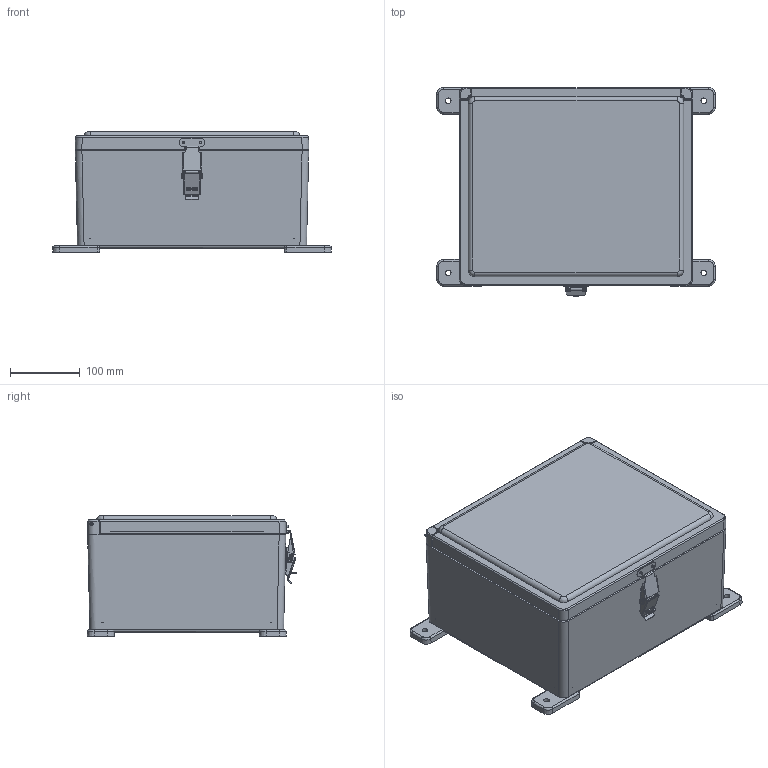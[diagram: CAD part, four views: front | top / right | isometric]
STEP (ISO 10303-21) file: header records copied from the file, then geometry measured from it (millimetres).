
FILE_DESCRIPTION (( 'STEP AP214' ), '1' );
FILE_NAME ('CE1311HPL.STEP', '2018-11-08T22:12:22', ( '' ), ( '' ), 'SwSTEP 2.0', 'SolidWorks 2018', '' );
FILE_SCHEMA (( 'AUTOMOTIVE_DESIGN' ));
Length unit declared in the file: inch
Products named in the file (1): CE1311HPL
Bounding box: 400.83 x 301.42 x 173.83 mm (x, y, z)
Volume: 1870183.6 mm3; surface area: 879768 mm2
Topology: 36 solids, 38 shells, 1589 faces, 3837 edges, 2372 vertices
Faces by surface type: plane 691, cylinder 495, bspline 224, cone 171, torus 8
Full cylindrical faces by diameter (mm): 2.438 x2, 2.64 x4, 2.896 x2, 3.048 x1, 3.175 x6, 3.226 x2, 3.3 x2, 3.302 x2, 3.429 x9, 3.556 x4, 3.969 x4, 4.039 x6, 4.306 x2, 4.623 x4, 4.7 x1, 4.762 x1, 4.763 x3, 5.08 x4, 5.556 x2, 5.808 x4, 5.84 x2, 6.858 x6, 7.1 x2, 7.144 x6, 7.6 x1, 7.62 x2, 7.937 x4, 7.95 x4, 8.255 x2, 8.738 x4
Entity records: 74686 total; most frequent: CARTESIAN_POINT 18333, ORIENTED_EDGE 7292, DIRECTION 7027, EDGE_CURVE 3646, AXIS2_PLACEMENT_3D 2557, VERTEX_POINT 2331, LINE 1913, VECTOR 1913
